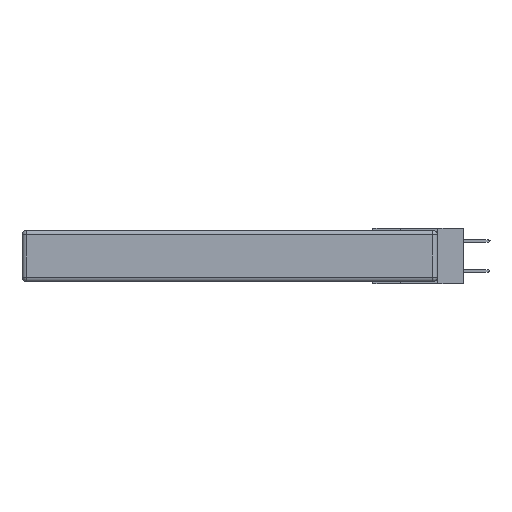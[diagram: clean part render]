
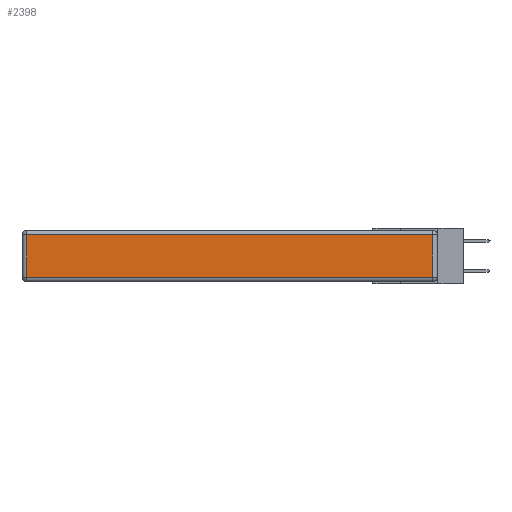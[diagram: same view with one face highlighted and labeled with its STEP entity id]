
A CAD part, left-side view. The second image highlights one B-rep face of the part: STEP entity #2398.
In plain terms, the highlighted planar face has unit normal (-1, 0, 0).
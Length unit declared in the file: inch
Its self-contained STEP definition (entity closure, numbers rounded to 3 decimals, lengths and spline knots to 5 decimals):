
#271 = VECTOR ( 'NONE', #5557, 39.37008 ) ;
#294 = VERTEX_POINT ( 'NONE', #13123 ) ;
#1538 = EDGE_LOOP ( 'NONE', ( #14972, #16475, #1716, #7738 ) ) ;
#1716 = ORIENTED_EDGE ( 'NONE', *, *, #14866, .T. ) ;
#2201 = LINE ( 'NONE', #10775, #13571 ) ;
#2398 = ADVANCED_FACE ( 'NONE', ( #2483 ), #15420, .T. ) ;
#2435 = CARTESIAN_POINT ( 'NONE',  ( 0., 0.03, -0.313 ) ) ;
#2483 = FACE_OUTER_BOUND ( 'NONE', #1538, .T. ) ;
#3112 = VECTOR ( 'NONE', #12570, 39.37008 ) ;
#4367 = LINE ( 'NONE', #12690, #3112 ) ;
#4554 = CARTESIAN_POINT ( 'NONE',  ( 0., 2.75, -0.03 ) ) ;
#5167 = CARTESIAN_POINT ( 'NONE',  ( 0., 0.03, -0.343 ) ) ;
#5557 = DIRECTION ( 'NONE',  ( 0., 0., 1. ) ) ;
#7571 = DIRECTION ( 'NONE',  ( -1., 0., 0. ) ) ;
#7684 = DIRECTION ( 'NONE',  ( 0., 0., 1. ) ) ;
#7738 = ORIENTED_EDGE ( 'NONE', *, *, #8926, .T. ) ;
#7801 = VERTEX_POINT ( 'NONE', #2435 ) ;
#8281 = DIRECTION ( 'NONE',  ( 0., 0., -1. ) ) ;
#8554 = EDGE_CURVE ( 'NONE', #8954, #7801, #4367, .T. ) ;
#8670 = EDGE_CURVE ( 'NONE', #7801, #13022, #9237, .T. ) ;
#8926 = EDGE_CURVE ( 'NONE', #294, #8954, #2201, .T. ) ;
#8954 = VERTEX_POINT ( 'NONE', #16353 ) ;
#9237 = LINE ( 'NONE', #5167, #271 ) ;
#10775 = CARTESIAN_POINT ( 'NONE',  ( 0., 2.72, -0.343 ) ) ;
#11986 = VECTOR ( 'NONE', #12476, 39.37008 ) ;
#12476 = DIRECTION ( 'NONE',  ( 0., 1., 0. ) ) ;
#12570 = DIRECTION ( 'NONE',  ( 0., -1., 0. ) ) ;
#12602 = CARTESIAN_POINT ( 'NONE',  ( 0., 0., -0.343 ) ) ;
#12690 = CARTESIAN_POINT ( 'NONE',  ( 0., 0., -0.313 ) ) ;
#12694 = AXIS2_PLACEMENT_3D ( 'NONE', #12602, #7571, #7684 ) ;
#12889 = CARTESIAN_POINT ( 'NONE',  ( 0., 0.03, -0.03 ) ) ;
#13022 = VERTEX_POINT ( 'NONE', #12889 ) ;
#13123 = CARTESIAN_POINT ( 'NONE',  ( 0., 2.72, -0.03 ) ) ;
#13571 = VECTOR ( 'NONE', #8281, 39.37008 ) ;
#14866 = EDGE_CURVE ( 'NONE', #13022, #294, #15415, .T. ) ;
#14972 = ORIENTED_EDGE ( 'NONE', *, *, #8554, .T. ) ;
#15415 = LINE ( 'NONE', #4554, #11986 ) ;
#15420 = PLANE ( 'NONE',  #12694 ) ;
#16353 = CARTESIAN_POINT ( 'NONE',  ( 0., 2.72, -0.313 ) ) ;
#16475 = ORIENTED_EDGE ( 'NONE', *, *, #8670, .T. ) ;
